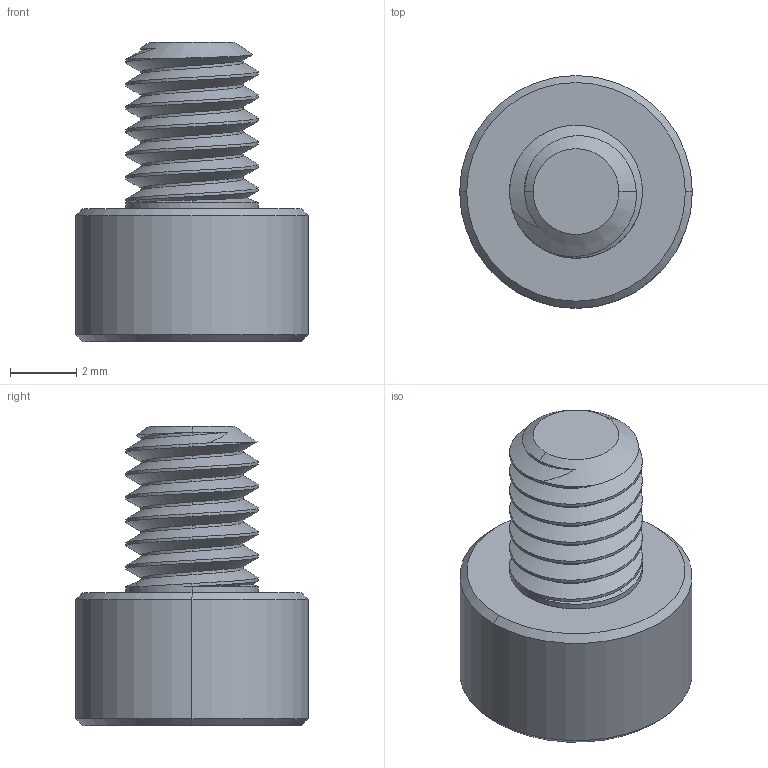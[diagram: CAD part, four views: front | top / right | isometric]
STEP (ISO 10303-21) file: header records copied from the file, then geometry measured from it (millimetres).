
FILE_DESCRIPTION (( 'STEP AP203' ), '1' );
FILE_NAME ('91290A138.step', '2014-01-24T17:10:50', ( '' ), ( '' ), 'SwSTEP 2.0', 'SolidWorks 2010', '' );
FILE_SCHEMA (( 'CONFIG_CONTROL_DESIGN' ));
Length unit declared in the file: millimetre
Products named in the file (1): 91290A138
Bounding box: 7 x 7 x 9 mm (x, y, z)
Volume: 184.7 mm3; surface area: 271 mm2
Topology: 1 solids, 1 shells, 59 faces, 148 edges, 93 vertices
Faces by surface type: cylinder 31, cone 16, plane 10, bspline 2
Entity records: 2638 total; most frequent: CARTESIAN_POINT 1326, ORIENTED_EDGE 296, DIRECTION 225, EDGE_CURVE 148, VERTEX_POINT 93, AXIS2_PLACEMENT_3D 87, EDGE_LOOP 61, FACE_OUTER_BOUND 59
